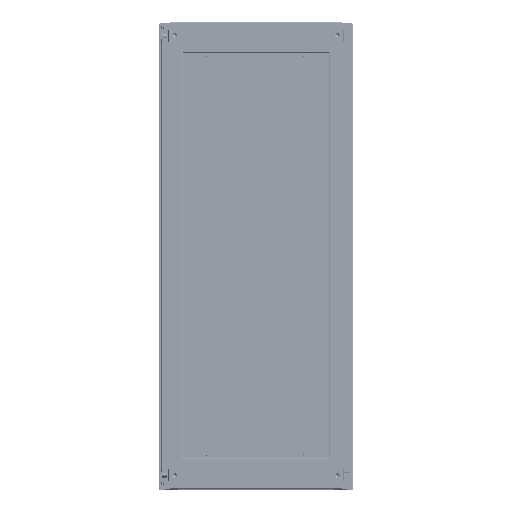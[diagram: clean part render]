
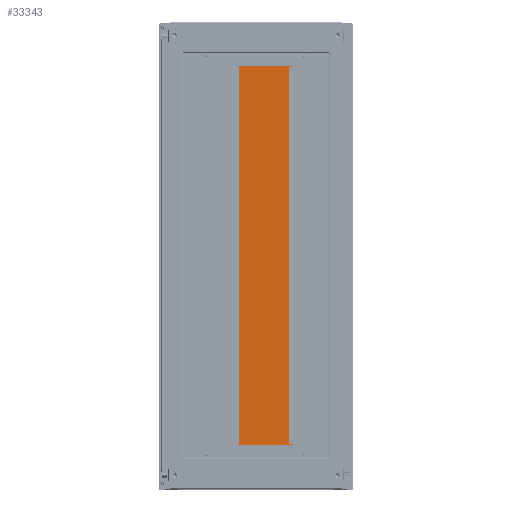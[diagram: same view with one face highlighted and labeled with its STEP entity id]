
A CAD part, top view. The second image highlights one B-rep face of the part: STEP entity #33343.
In plain terms, the highlighted face is planar.
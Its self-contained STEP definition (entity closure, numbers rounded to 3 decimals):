
#4298 = LINE ( 'NONE', #12087, #4316 ) ;
#4316 = VECTOR ( 'NONE', #12099, 1000. ) ;
#4325 = LINE ( 'NONE', #12106, #4327 ) ;
#4327 = VECTOR ( 'NONE', #12108, 1000. ) ;
#4329 = LINE ( 'NONE', #12110, #4331 ) ;
#4331 = VECTOR ( 'NONE', #12112, 1000. ) ;
#4334 = LINE ( 'NONE', #12115, #4336 ) ;
#4336 = VECTOR ( 'NONE', #12117, 1000. ) ;
#4338 = LINE ( 'NONE', #12119, #4340 ) ;
#4340 = VECTOR ( 'NONE', #12121, 1000. ) ;
#4342 = LINE ( 'NONE', #12124, #4345 ) ;
#4345 = VECTOR ( 'NONE', #12126, 1000. ) ;
#4347 = LINE ( 'NONE', #12128, #4349 ) ;
#4349 = VECTOR ( 'NONE', #12130, 1000. ) ;
#4351 = LINE ( 'NONE', #12133, #4353 ) ;
#4353 = VECTOR ( 'NONE', #12135, 1000. ) ;
#12087 = CARTESIAN_POINT ( 'NONE',  ( -500., 74., 1.5 ) ) ;
#12099 = DIRECTION ( 'NONE',  ( -1., 0., 0. ) ) ;
#12106 = CARTESIAN_POINT ( 'NONE',  ( -500., 74., 1.5 ) ) ;
#12108 = DIRECTION ( 'NONE',  ( 0., -1., 0. ) ) ;
#12110 = CARTESIAN_POINT ( 'NONE',  ( -500., -74., 1.5 ) ) ;
#12112 = DIRECTION ( 'NONE',  ( 1., 0., 0. ) ) ;
#12115 = CARTESIAN_POINT ( 'NONE',  ( 485., -73., 1.5 ) ) ;
#12117 = DIRECTION ( 'NONE',  ( 0., -1., 0. ) ) ;
#12119 = CARTESIAN_POINT ( 'NONE',  ( 485., -72.99, 1.5 ) ) ;
#12121 = DIRECTION ( 'NONE',  ( -1., 0., 0. ) ) ;
#12124 = CARTESIAN_POINT ( 'NONE',  ( 500., 74., 1.5 ) ) ;
#12126 = DIRECTION ( 'NONE',  ( 0., 1., 0. ) ) ;
#12128 = CARTESIAN_POINT ( 'NONE',  ( -500., -74., 1.5 ) ) ;
#12130 = DIRECTION ( 'NONE',  ( 1., 0., 0. ) ) ;
#12133 = CARTESIAN_POINT ( 'NONE',  ( -485., -73., 1.5 ) ) ;
#12135 = DIRECTION ( 'NONE',  ( 0., -1., 0. ) ) ;
#20314 = PLANE ( 'NONE',  #121344 ) ;
#20316 = CARTESIAN_POINT ( 'NONE',  ( -500., -74., 1.5 ) ) ;
#20330 = DIRECTION ( 'NONE',  ( 0., 0., 1. ) ) ;
#20331 = DIRECTION ( 'NONE',  ( 1., 0., 0. ) ) ;
#33343 = ADVANCED_FACE ( 'NONE', ( #128689 ), #20314, .T. ) ;
#58003 = CARTESIAN_POINT ( 'NONE',  ( 485., -74., 1.5 ) ) ;
#58210 = CARTESIAN_POINT ( 'NONE',  ( 500., 74., 1.5 ) ) ;
#58269 = CARTESIAN_POINT ( 'NONE',  ( -500., 74., 1.5 ) ) ;
#58368 = CARTESIAN_POINT ( 'NONE',  ( -500., -74., 1.5 ) ) ;
#58394 = CARTESIAN_POINT ( 'NONE',  ( -485., -74., 1.5 ) ) ;
#58722 = CARTESIAN_POINT ( 'NONE',  ( 485., -72.99, 1.5 ) ) ;
#59030 = CARTESIAN_POINT ( 'NONE',  ( -485., -72.99, 1.5 ) ) ;
#59241 = CARTESIAN_POINT ( 'NONE',  ( 500., -74., 1.5 ) ) ;
#95676 = EDGE_LOOP ( 'NONE', ( #96266, #96260, #96254, #96250, #96244, #96238, #96234, #96228 ) ) ;
#96228 = ORIENTED_EDGE ( 'NONE', *, *, #112851, .F. ) ;
#96234 = ORIENTED_EDGE ( 'NONE', *, *, #112849, .T. ) ;
#96238 = ORIENTED_EDGE ( 'NONE', *, *, #112838, .T. ) ;
#96244 = ORIENTED_EDGE ( 'NONE', *, *, #112834, .T. ) ;
#96250 = ORIENTED_EDGE ( 'NONE', *, *, #112847, .T. ) ;
#96254 = ORIENTED_EDGE ( 'NONE', *, *, #112840, .T. ) ;
#96260 = ORIENTED_EDGE ( 'NONE', *, *, #112843, .T. ) ;
#96266 = ORIENTED_EDGE ( 'NONE', *, *, #112845, .F. ) ;
#101943 = VERTEX_POINT ( 'NONE', #58003 ) ;
#102047 = VERTEX_POINT ( 'NONE', #58210 ) ;
#102076 = VERTEX_POINT ( 'NONE', #58269 ) ;
#102127 = VERTEX_POINT ( 'NONE', #58368 ) ;
#102143 = VERTEX_POINT ( 'NONE', #58394 ) ;
#102303 = VERTEX_POINT ( 'NONE', #58722 ) ;
#102474 = VERTEX_POINT ( 'NONE', #59030 ) ;
#102589 = VERTEX_POINT ( 'NONE', #59241 ) ;
#112834 = EDGE_CURVE ( 'NONE', #102047, #102076, #4298, .T. ) ;
#112838 = EDGE_CURVE ( 'NONE', #102076, #102127, #4325, .T. ) ;
#112840 = EDGE_CURVE ( 'NONE', #101943, #102589, #4329, .T. ) ;
#112843 = EDGE_CURVE ( 'NONE', #102303, #101943, #4334, .T. ) ;
#112845 = EDGE_CURVE ( 'NONE', #102303, #102474, #4338, .T. ) ;
#112847 = EDGE_CURVE ( 'NONE', #102589, #102047, #4342, .T. ) ;
#112849 = EDGE_CURVE ( 'NONE', #102127, #102143, #4347, .T. ) ;
#112851 = EDGE_CURVE ( 'NONE', #102474, #102143, #4351, .T. ) ;
#121344 = AXIS2_PLACEMENT_3D ( 'NONE', #20316, #20330, #20331 ) ;
#128689 = FACE_OUTER_BOUND ( 'NONE', #95676, .T. ) ;
